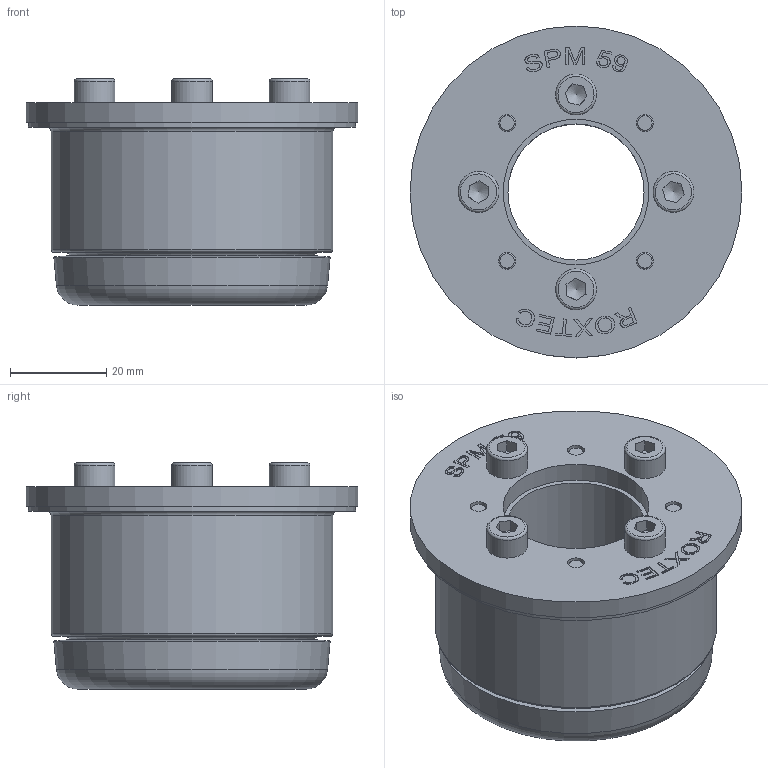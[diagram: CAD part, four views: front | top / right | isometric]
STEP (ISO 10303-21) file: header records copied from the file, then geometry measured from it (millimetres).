
FILE_DESCRIPTION((''),'2;1');
FILE_NAME('SPM59.stp','2016-02-02T11:18:32',(''),(''),'Autodesk Inventor 2013','Autodesk Inventor 2013','');
FILE_SCHEMA(('AUTOMOTIVE_DESIGN { 1 0 10303 214 1 1 1 1 }'));
Length unit declared in the file: millimetre
Products named in the file (6): SPM-Iassembly; 100-053706; 100-053707; 100-053708; 100-053709; 100-033983
Assembly tree (8 placements, depth 3):
  SPM-Iassembly
    100-053706
      100-053707
      100-053708
      100-053709
      100-033983  x4
Bounding box: 69 x 69 x 47 mm (x, y, z)
Volume: 88758.7 mm3; surface area: 34558.6 mm2
Topology: 7 solids, 7 shells, 331 faces, 828 edges, 541 vertices
Faces by surface type: plane 160, bspline 90, cylinder 43, cone 20, torus 18
Full cylindrical faces by diameter (mm): 3 x4, 3.5 x4, 4.4 x4, 4.5 x4, 4.9 x8, 5 x5, 5.3 x4, 8.5 x4, 28.3 x1, 30.3 x2, 58.5 x1, 68 x1, 69 x1
Entity records: 8952 total; most frequent: CARTESIAN_POINT 2635, ORIENTED_EDGE 1314, DIRECTION 983, EDGE_CURVE 657, VERTEX_POINT 469, EDGE_LOOP 414, VECTOR 377, LINE 377
